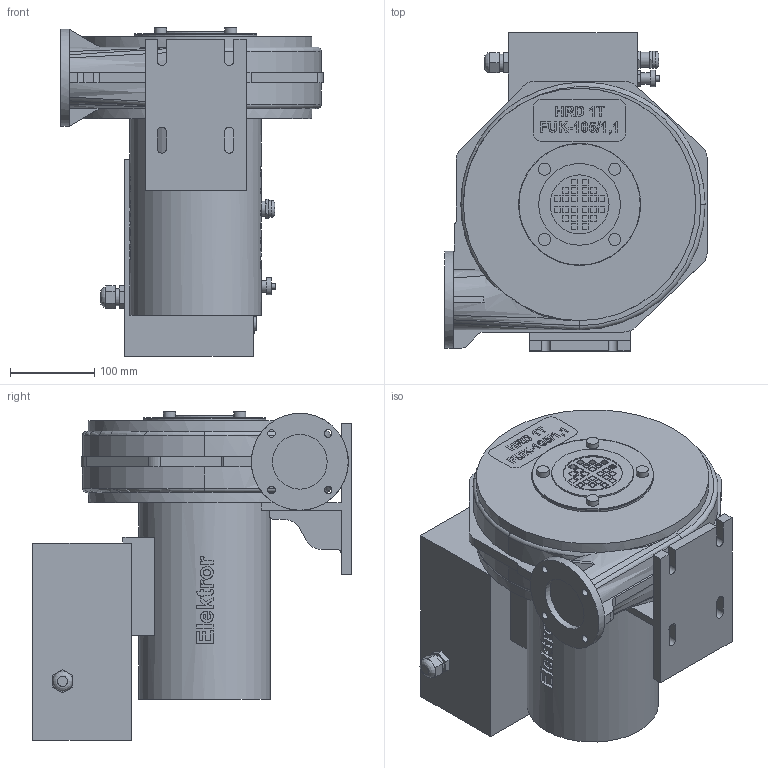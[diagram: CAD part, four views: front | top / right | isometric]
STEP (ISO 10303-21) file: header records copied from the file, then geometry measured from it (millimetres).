
FILE_DESCRIPTION((''),'2;1');
FILE_NAME('AttTemp.stp','2014-08-19T16:40:01',('luginsland'),(''),'Autodesk Inventor 2012','Autodesk Inventor 2012','');
FILE_SCHEMA(('CONFIG_CONTROL_DESIGN'));
Length unit declared in the file: millimetre
Products named in the file (1): 01-TB-23281
Bounding box: 311.5 x 378 x 390 mm (x, y, z)
Volume: 15964068.1 mm3; surface area: 626839.5 mm2
Topology: 9 solids, 9 shells, 772 faces, 2148 edges, 1473 vertices
Faces by surface type: plane 503, bspline 177, cylinder 75, torus 9, cone 8
Full cylindrical faces by diameter (mm): 6.5 x1, 6.647 x4, 7.4 x4, 9 x4, 13.5 x1, 14.4 x4, 16 x1, 18 x1, 20 x3, 65 x1, 70 x2, 97 x1, 115 x1, 144 x1, 145 x1, 156 x1, 276 x2
Entity records: 27245 total; most frequent: CARTESIAN_POINT 7736, ORIENTED_EDGE 4168, DIRECTION 3100, EDGE_CURVE 2084, VERTEX_POINT 1454, VECTOR 1426, LINE 1426, EDGE_LOOP 954
